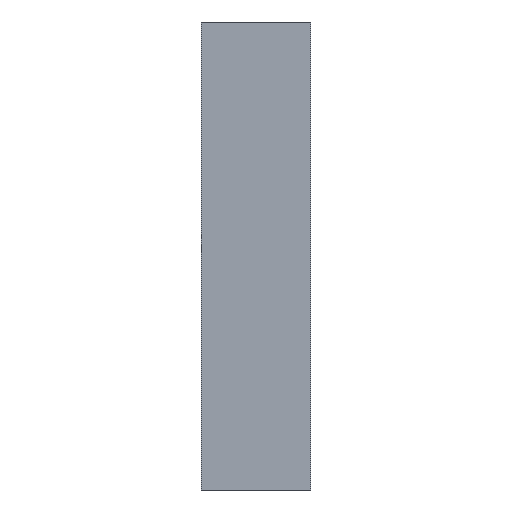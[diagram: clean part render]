
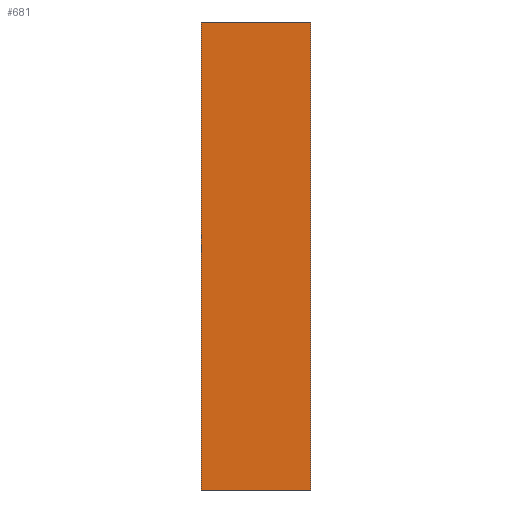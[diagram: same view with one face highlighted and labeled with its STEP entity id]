
A CAD part, front view. The second image highlights one B-rep face of the part: STEP entity #681.
In plain terms, the highlighted planar face has unit normal (0, -1, 0).
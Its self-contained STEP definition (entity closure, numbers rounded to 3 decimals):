
#13 = LINE ( 'NONE', #876, #164 ) ;
#32 = EDGE_CURVE ( 'NONE', #780, #890, #13, .T. ) ;
#71 = CARTESIAN_POINT ( 'NONE',  ( 0., 0., 84.7 ) ) ;
#81 = ORIENTED_EDGE ( 'NONE', *, *, #365, .T. ) ;
#94 = CARTESIAN_POINT ( 'NONE',  ( 0., 0., 84.7 ) ) ;
#112 = ORIENTED_EDGE ( 'NONE', *, *, #558, .F. ) ;
#130 = VECTOR ( 'NONE', #147, 1000. ) ;
#140 = ORIENTED_EDGE ( 'NONE', *, *, #32, .F. ) ;
#147 = DIRECTION ( 'NONE',  ( 0., 0., -1. ) ) ;
#164 = VECTOR ( 'NONE', #452, 1000. ) ;
#198 = CARTESIAN_POINT ( 'NONE',  ( 0., 0., 84.7 ) ) ;
#219 = VECTOR ( 'NONE', #760, 1000. ) ;
#354 = CARTESIAN_POINT ( 'NONE',  ( 0., 0., 84.7 ) ) ;
#365 = EDGE_CURVE ( 'NONE', #548, #682, #578, .T. ) ;
#392 = LINE ( 'NONE', #872, #612 ) ;
#423 = AXIS2_PLACEMENT_3D ( 'NONE', #354, #847, #791 ) ;
#452 = DIRECTION ( 'NONE',  ( 0., 0., -1. ) ) ;
#496 = EDGE_CURVE ( 'NONE', #682, #890, #392, .T. ) ;
#514 = DIRECTION ( 'NONE',  ( 1., 0., 0. ) ) ;
#516 = CARTESIAN_POINT ( 'NONE',  ( 19.8, 0., 84.7 ) ) ;
#548 = VERTEX_POINT ( 'NONE', #94 ) ;
#558 = EDGE_CURVE ( 'NONE', #548, #780, #841, .T. ) ;
#578 = LINE ( 'NONE', #71, #130 ) ;
#612 = VECTOR ( 'NONE', #514, 1000. ) ;
#633 = FACE_OUTER_BOUND ( 'NONE', #767, .T. ) ;
#638 = CARTESIAN_POINT ( 'NONE',  ( 0., 0., 0. ) ) ;
#681 = ADVANCED_FACE ( 'NONE', ( #633 ), #828, .F. ) ;
#682 = VERTEX_POINT ( 'NONE', #638 ) ;
#730 = ORIENTED_EDGE ( 'NONE', *, *, #496, .T. ) ;
#760 = DIRECTION ( 'NONE',  ( 1., 0., 0. ) ) ;
#767 = EDGE_LOOP ( 'NONE', ( #730, #140, #112, #81 ) ) ;
#780 = VERTEX_POINT ( 'NONE', #516 ) ;
#791 = DIRECTION ( 'NONE',  ( 0., 0., 1. ) ) ;
#828 = PLANE ( 'NONE',  #423 ) ;
#841 = LINE ( 'NONE', #198, #219 ) ;
#847 = DIRECTION ( 'NONE',  ( 0., 1., 0. ) ) ;
#872 = CARTESIAN_POINT ( 'NONE',  ( 0., 0., 0. ) ) ;
#876 = CARTESIAN_POINT ( 'NONE',  ( 19.8, 0., 84.7 ) ) ;
#890 = VERTEX_POINT ( 'NONE', #909 ) ;
#909 = CARTESIAN_POINT ( 'NONE',  ( 19.8, 0., 0. ) ) ;
